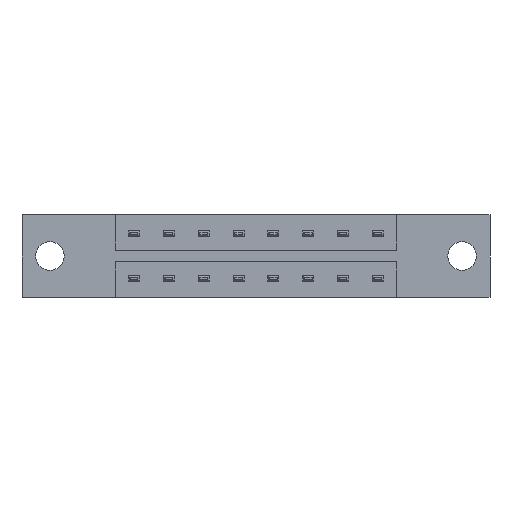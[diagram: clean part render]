
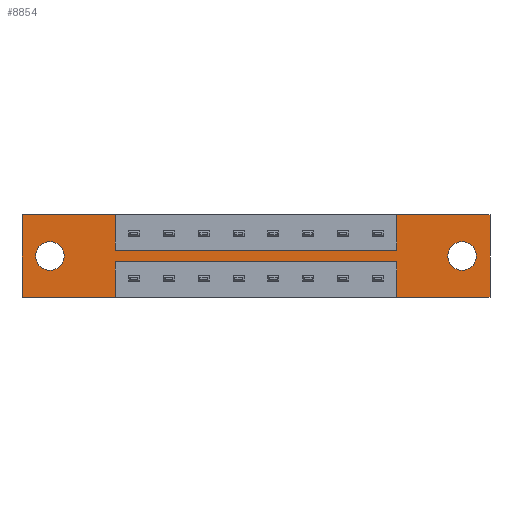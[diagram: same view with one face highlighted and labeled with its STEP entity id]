
A CAD part, front view. The second image highlights one B-rep face of the part: STEP entity #8854.
In plain terms, the highlighted planar face has unit normal (0, -1, 0).
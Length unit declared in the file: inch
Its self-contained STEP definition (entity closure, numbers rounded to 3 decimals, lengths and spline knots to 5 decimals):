
#38 = EDGE_LOOP ( 'NONE', ( #2882, #3010 ) ) ;
#360 = CARTESIAN_POINT ( 'NONE',  ( 0., 0., -0.37 ) ) ;
#368 = CARTESIAN_POINT ( 'NONE',  ( 0., 0., 0. ) ) ;
#485 = EDGE_CURVE ( 'NONE', #3203, #9248, #4000, .T. ) ;
#510 = VERTEX_POINT ( 'NONE', #7722 ) ;
#552 = EDGE_LOOP ( 'NONE', ( #3137, #3350, #3449, #3484, #3498, #3824, #4175, #4360, #4398, #4527, #4615, #4733 ) ) ;
#680 = VECTOR ( 'NONE', #8244, 39.37008 ) ;
#733 = EDGE_CURVE ( 'NONE', #6160, #510, #4918, .T. ) ;
#908 = VERTEX_POINT ( 'NONE', #3063 ) ;
#1108 = VECTOR ( 'NONE', #4868, 39.37008 ) ;
#1201 = CARTESIAN_POINT ( 'NONE',  ( 2.096, 0., -0.37 ) ) ;
#1249 = CARTESIAN_POINT ( 'NONE',  ( 1.6785, 0., -0.37 ) ) ;
#1340 = AXIS2_PLACEMENT_3D ( 'NONE', #5056, #1445, #6568 ) ;
#1432 = CARTESIAN_POINT ( 'NONE',  ( 0.4175, 0., -0.2115 ) ) ;
#1445 = DIRECTION ( 'NONE',  ( 0., -1., 0. ) ) ;
#1627 = FACE_BOUND ( 'NONE', #38, .T. ) ;
#1710 = DIRECTION ( 'NONE',  ( 1., 0., 0. ) ) ;
#1826 = VECTOR ( 'NONE', #1842, 39.37008 ) ;
#1842 = DIRECTION ( 'NONE',  ( -1., 0., 0. ) ) ;
#2003 = AXIS2_PLACEMENT_3D ( 'NONE', #6989, #6305, #8748 ) ;
#2072 = CARTESIAN_POINT ( 'NONE',  ( 1.971, 0., -0.121 ) ) ;
#2097 = VECTOR ( 'NONE', #1710, 39.37008 ) ;
#2110 = CARTESIAN_POINT ( 'NONE',  ( 0., 0., -0.37 ) ) ;
#2144 = DIRECTION ( 'NONE',  ( 1., 0., 0. ) ) ;
#2170 = EDGE_CURVE ( 'NONE', #8532, #2424, #3743, .T. ) ;
#2276 = CARTESIAN_POINT ( 'NONE',  ( 0.125, 0., -0.185 ) ) ;
#2411 = VECTOR ( 'NONE', #4455, 39.37008 ) ;
#2414 = CARTESIAN_POINT ( 'NONE',  ( 0., 0., 0. ) ) ;
#2419 = VECTOR ( 'NONE', #7602, 39.37008 ) ;
#2424 = VERTEX_POINT ( 'NONE', #360 ) ;
#2472 = EDGE_CURVE ( 'NONE', #4271, #6946, #9094, .T. ) ;
#2647 = VERTEX_POINT ( 'NONE', #6169 ) ;
#2693 = VERTEX_POINT ( 'NONE', #4719 ) ;
#2720 = DIRECTION ( 'NONE',  ( 0., 1., 0. ) ) ;
#2727 = VECTOR ( 'NONE', #9009, 39.37008 ) ;
#2762 = VERTEX_POINT ( 'NONE', #4041 ) ;
#2882 = ORIENTED_EDGE ( 'NONE', *, *, #485, .T. ) ;
#2891 = EDGE_CURVE ( 'NONE', #2693, #6160, #3961, .T. ) ;
#2976 = DIRECTION ( 'NONE',  ( 0., 0., 1. ) ) ;
#3010 = ORIENTED_EDGE ( 'NONE', *, *, #8017, .T. ) ;
#3017 = ORIENTED_EDGE ( 'NONE', *, *, #7051, .T. ) ;
#3063 = CARTESIAN_POINT ( 'NONE',  ( 0.125, 0., -0.121 ) ) ;
#3112 = ORIENTED_EDGE ( 'NONE', *, *, #4370, .T. ) ;
#3137 = ORIENTED_EDGE ( 'NONE', *, *, #3999, .F. ) ;
#3203 = VERTEX_POINT ( 'NONE', #2072 ) ;
#3244 = LINE ( 'NONE', #8492, #1108 ) ;
#3302 = CARTESIAN_POINT ( 'NONE',  ( 0.4175, 0., -0.1585 ) ) ;
#3350 = ORIENTED_EDGE ( 'NONE', *, *, #6227, .F. ) ;
#3449 = ORIENTED_EDGE ( 'NONE', *, *, #9000, .F. ) ;
#3484 = ORIENTED_EDGE ( 'NONE', *, *, #7188, .F. ) ;
#3498 = ORIENTED_EDGE ( 'NONE', *, *, #7806, .F. ) ;
#3742 = CARTESIAN_POINT ( 'NONE',  ( 2.096, 0., 0. ) ) ;
#3743 = LINE ( 'NONE', #2110, #1826 ) ;
#3824 = ORIENTED_EDGE ( 'NONE', *, *, #733, .F. ) ;
#3945 = CARTESIAN_POINT ( 'NONE',  ( 0.4175, 0., -0.37 ) ) ;
#3961 = LINE ( 'NONE', #5110, #5725 ) ;
#3999 = EDGE_CURVE ( 'NONE', #4186, #4271, #8403, .T. ) ;
#4000 = CIRCLE ( 'NONE', #2003, 0.064 ) ;
#4041 = CARTESIAN_POINT ( 'NONE',  ( 2.096, 0., 0. ) ) ;
#4175 = ORIENTED_EDGE ( 'NONE', *, *, #2891, .F. ) ;
#4186 = VERTEX_POINT ( 'NONE', #1249 ) ;
#4271 = VERTEX_POINT ( 'NONE', #5850 ) ;
#4310 = LINE ( 'NONE', #3742, #2411 ) ;
#4319 = LINE ( 'NONE', #5397, #2419 ) ;
#4360 = ORIENTED_EDGE ( 'NONE', *, *, #8471, .F. ) ;
#4370 = EDGE_CURVE ( 'NONE', #2647, #908, #9253, .T. ) ;
#4398 = ORIENTED_EDGE ( 'NONE', *, *, #5450, .F. ) ;
#4432 = CIRCLE ( 'NONE', #4644, 0.064 ) ;
#4455 = DIRECTION ( 'NONE',  ( 0., 0., -1. ) ) ;
#4527 = ORIENTED_EDGE ( 'NONE', *, *, #2170, .F. ) ;
#4615 = ORIENTED_EDGE ( 'NONE', *, *, #8502, .F. ) ;
#4623 = DIRECTION ( 'NONE',  ( 1., 0., 0. ) ) ;
#4644 = AXIS2_PLACEMENT_3D ( 'NONE', #7147, #2720, #7837 ) ;
#4699 = CARTESIAN_POINT ( 'NONE',  ( 1.6785, 0., 0. ) ) ;
#4704 = AXIS2_PLACEMENT_3D ( 'NONE', #2276, #7402, #2976 ) ;
#4719 = CARTESIAN_POINT ( 'NONE',  ( 0.4175, 0., 0. ) ) ;
#4733 = ORIENTED_EDGE ( 'NONE', *, *, #2472, .F. ) ;
#4868 = DIRECTION ( 'NONE',  ( -1., 0., 0. ) ) ;
#4907 = LINE ( 'NONE', #2414, #8543 ) ;
#4918 = LINE ( 'NONE', #9382, #9001 ) ;
#5056 = CARTESIAN_POINT ( 'NONE',  ( 0., 0., -0.37 ) ) ;
#5110 = CARTESIAN_POINT ( 'NONE',  ( 0.4175, 0., -0.1585 ) ) ;
#5213 = VERTEX_POINT ( 'NONE', #8840 ) ;
#5326 = CARTESIAN_POINT ( 'NONE',  ( 0., 0., 0. ) ) ;
#5347 = DIRECTION ( 'NONE',  ( 0., 0., -1. ) ) ;
#5397 = CARTESIAN_POINT ( 'NONE',  ( 1.6785, 0., -0.1585 ) ) ;
#5450 = EDGE_CURVE ( 'NONE', #2424, #5213, #6718, .T. ) ;
#5525 = FACE_OUTER_BOUND ( 'NONE', #552, .T. ) ;
#5662 = CIRCLE ( 'NONE', #4704, 0.064 ) ;
#5725 = VECTOR ( 'NONE', #5347, 39.37008 ) ;
#5850 = CARTESIAN_POINT ( 'NONE',  ( 1.6785, 0., -0.2115 ) ) ;
#6160 = VERTEX_POINT ( 'NONE', #3302 ) ;
#6169 = CARTESIAN_POINT ( 'NONE',  ( 0.125, 0., -0.249 ) ) ;
#6174 = CARTESIAN_POINT ( 'NONE',  ( 0.4175, 0., -0.2115 ) ) ;
#6227 = EDGE_CURVE ( 'NONE', #7939, #4186, #3244, .T. ) ;
#6260 = VECTOR ( 'NONE', #7092, 39.37008 ) ;
#6305 = DIRECTION ( 'NONE',  ( 0., 1., 0. ) ) ;
#6568 = DIRECTION ( 'NONE',  ( 0., 0., -1. ) ) ;
#6718 = LINE ( 'NONE', #368, #6260 ) ;
#6946 = VERTEX_POINT ( 'NONE', #1432 ) ;
#6989 = CARTESIAN_POINT ( 'NONE',  ( 1.971, 0., -0.185 ) ) ;
#7051 = EDGE_CURVE ( 'NONE', #908, #2647, #5662, .T. ) ;
#7092 = DIRECTION ( 'NONE',  ( 0., 0., 1. ) ) ;
#7147 = CARTESIAN_POINT ( 'NONE',  ( 1.971, 0., -0.185 ) ) ;
#7188 = EDGE_CURVE ( 'NONE', #7835, #2762, #8137, .T. ) ;
#7402 = DIRECTION ( 'NONE',  ( 0., 1., 0. ) ) ;
#7438 = VECTOR ( 'NONE', #8259, 39.37008 ) ;
#7531 = AXIS2_PLACEMENT_3D ( 'NONE', #7853, #7843, #7821 ) ;
#7602 = DIRECTION ( 'NONE',  ( 0., 0., 1. ) ) ;
#7711 = EDGE_LOOP ( 'NONE', ( #3017, #3112 ) ) ;
#7722 = CARTESIAN_POINT ( 'NONE',  ( 1.6785, 0., -0.1585 ) ) ;
#7806 = EDGE_CURVE ( 'NONE', #510, #7835, #4319, .T. ) ;
#7821 = DIRECTION ( 'NONE',  ( 0., 0., 1. ) ) ;
#7835 = VERTEX_POINT ( 'NONE', #4699 ) ;
#7837 = DIRECTION ( 'NONE',  ( 0., 0., -1. ) ) ;
#7843 = DIRECTION ( 'NONE',  ( 0., 1., 0. ) ) ;
#7853 = CARTESIAN_POINT ( 'NONE',  ( 0.125, 0., -0.185 ) ) ;
#7939 = VERTEX_POINT ( 'NONE', #1201 ) ;
#7962 = PLANE ( 'NONE',  #1340 ) ;
#8017 = EDGE_CURVE ( 'NONE', #9248, #3203, #4432, .T. ) ;
#8137 = LINE ( 'NONE', #5326, #2097 ) ;
#8244 = DIRECTION ( 'NONE',  ( 0., 0., 1. ) ) ;
#8259 = DIRECTION ( 'NONE',  ( -1., 0., 0. ) ) ;
#8403 = LINE ( 'NONE', #8455, #680 ) ;
#8455 = CARTESIAN_POINT ( 'NONE',  ( 1.6785, 0., -0.2115 ) ) ;
#8471 = EDGE_CURVE ( 'NONE', #5213, #2693, #4907, .T. ) ;
#8492 = CARTESIAN_POINT ( 'NONE',  ( 0., 0., -0.37 ) ) ;
#8502 = EDGE_CURVE ( 'NONE', #6946, #8532, #8771, .T. ) ;
#8532 = VERTEX_POINT ( 'NONE', #3945 ) ;
#8543 = VECTOR ( 'NONE', #4623, 39.37008 ) ;
#8748 = DIRECTION ( 'NONE',  ( 0., 0., -1. ) ) ;
#8771 = LINE ( 'NONE', #6174, #2727 ) ;
#8840 = CARTESIAN_POINT ( 'NONE',  ( 0., 0., 0. ) ) ;
#8854 = ADVANCED_FACE ( 'NONE', ( #1627, #9106, #5525 ), #7962, .T. ) ;
#9000 = EDGE_CURVE ( 'NONE', #2762, #7939, #4310, .T. ) ;
#9001 = VECTOR ( 'NONE', #2144, 39.37008 ) ;
#9009 = DIRECTION ( 'NONE',  ( 0., 0., -1. ) ) ;
#9040 = CARTESIAN_POINT ( 'NONE',  ( 1.971, 0., -0.249 ) ) ;
#9075 = CARTESIAN_POINT ( 'NONE',  ( 0.4175, 0., -0.2115 ) ) ;
#9094 = LINE ( 'NONE', #9075, #7438 ) ;
#9106 = FACE_BOUND ( 'NONE', #7711, .T. ) ;
#9248 = VERTEX_POINT ( 'NONE', #9040 ) ;
#9253 = CIRCLE ( 'NONE', #7531, 0.064 ) ;
#9382 = CARTESIAN_POINT ( 'NONE',  ( 0.4175, 0., -0.1585 ) ) ;
